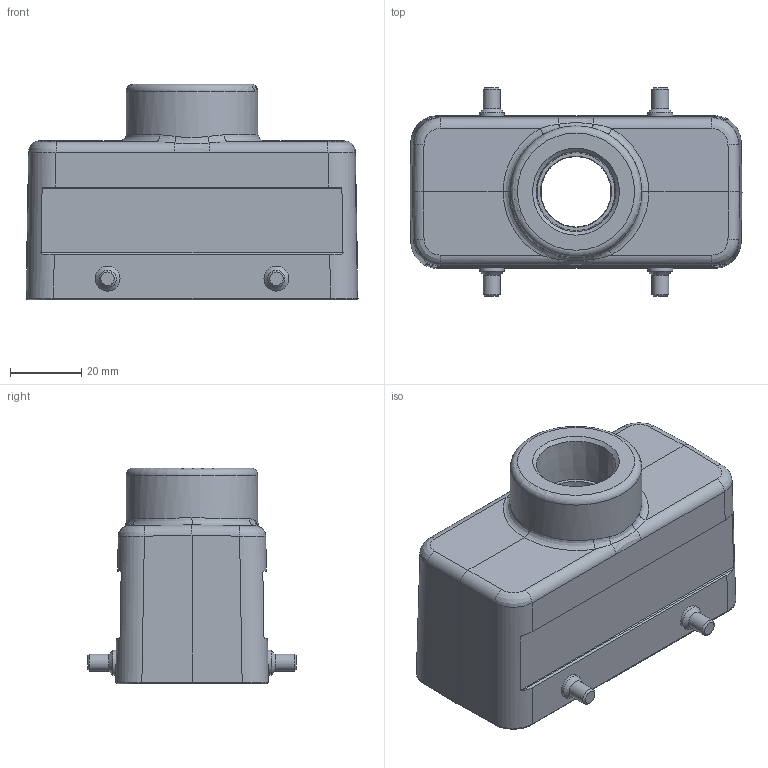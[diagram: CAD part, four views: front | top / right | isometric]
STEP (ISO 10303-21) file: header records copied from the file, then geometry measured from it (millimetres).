
FILE_DESCRIPTION(/* description */ (''),/* implementation_level */ '2;1');
FILE_NAME(/* name */ 'H16B-TE-4B-XXX.stp',/* time_stamp */ '2022-08-12T09:55:33+08:00',/* author */ (''),/* organization */ (''),/* preprocessor_version */ 'ST-DEVELOPER v16',/* originating_system */ 'SIEMENS PLM Software NX 10.0',/* authorisation */ '');
FILE_SCHEMA (('AUTOMOTIVE_DESIGN { 1 0 10303 214 3 1 1 1 }'));
Length unit declared in the file: millimetre
Products named in the file (1): Admi11682A00h7ii
Bounding box: 93.47 x 58.78 x 60.8 mm (x, y, z)
Volume: 60629.4 mm3; surface area: 31715.1 mm2
Topology: 1 solids, 1 shells, 223 faces, 517 edges, 311 vertices
Faces by surface type: cylinder 93, plane 69, bspline 36, cone 13, torus 4, sphere 4, revolution 4
Full cylindrical faces by diameter (mm): 2.6 x4, 3 x4, 3.5 x4, 4.8 x4, 7 x4, 36.999 x1
Entity records: 7171 total; most frequent: CARTESIAN_POINT 2494, ORIENTED_EDGE 946, DIRECTION 944, EDGE_CURVE 473, AXIS2_PLACEMENT_3D 377, VERTEX_POINT 305, EDGE_LOOP 278, ADVANCED_FACE 223
